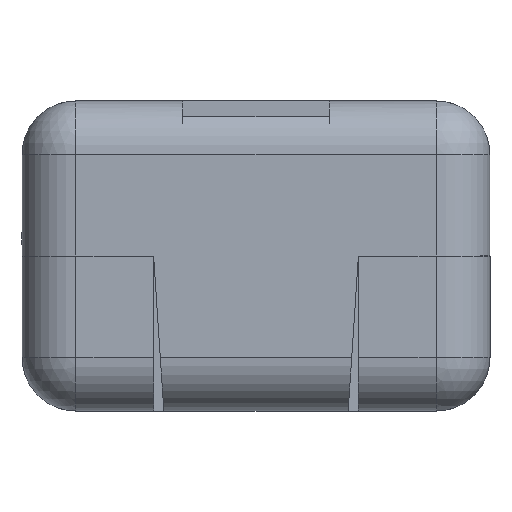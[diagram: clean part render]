
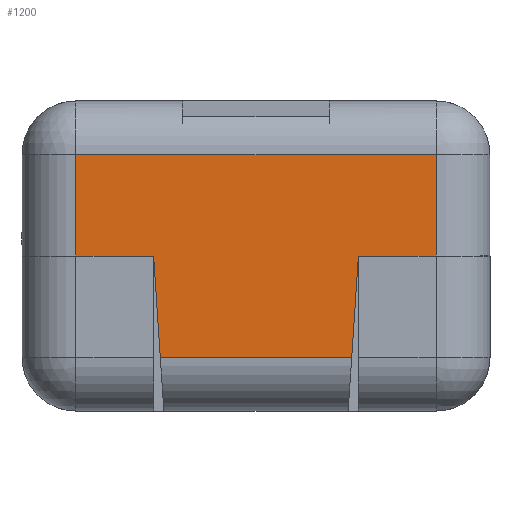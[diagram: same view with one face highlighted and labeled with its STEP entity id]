
A CAD part, left-side view. The second image highlights one B-rep face of the part: STEP entity #1200.
In plain terms, the highlighted face is planar.
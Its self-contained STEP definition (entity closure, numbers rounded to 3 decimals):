
#1200 = ADVANCED_FACE( '', ( #2438 ), #2439, .F. );
#2438 = FACE_OUTER_BOUND( '', #3716, .T. );
#2439 = PLANE( '', #3717 );
#3716 = EDGE_LOOP( '', ( #7438, #7439, #7440, #7441, #7442, #7443, #7444, #7445 ) );
#3717 = AXIS2_PLACEMENT_3D( '', #7446, #7447, #7448 );
#7438 = ORIENTED_EDGE( '', *, *, #8257, .F. );
#7439 = ORIENTED_EDGE( '', *, *, #8463, .T. );
#7440 = ORIENTED_EDGE( '', *, *, #8414, .T. );
#7441 = ORIENTED_EDGE( '', *, *, #9482, .F. );
#7442 = ORIENTED_EDGE( '', *, *, #9501, .T. );
#7443 = ORIENTED_EDGE( '', *, *, #9437, .T. );
#7444 = ORIENTED_EDGE( '', *, *, #8766, .F. );
#7445 = ORIENTED_EDGE( '', *, *, #9485, .F. );
#7446 = CARTESIAN_POINT( '', ( 23.25, -6.16, 5.3 ) );
#7447 = DIRECTION( '', ( -1., 0., 0. ) );
#7448 = DIRECTION( '', ( 0., 0., 1. ) );
#8257 = EDGE_CURVE( '', #10094, #10096, #10097, .T. );
#8414 = EDGE_CURVE( '', #10361, #10362, #10363, .T. );
#8463 = EDGE_CURVE( '', #10094, #10361, #10448, .F. );
#8766 = EDGE_CURVE( '', #10952, #9734, #10953, .T. );
#9437 = EDGE_CURVE( '', #11885, #9734, #11886, .T. );
#9482 = EDGE_CURVE( '', #11938, #10362, #11940, .T. );
#9485 = EDGE_CURVE( '', #10096, #10952, #11943, .T. );
#9501 = EDGE_CURVE( '', #11938, #11885, #11961, .T. );
#9734 = VERTEX_POINT( '', #12227 );
#10094 = VERTEX_POINT( '', #12745 );
#10096 = VERTEX_POINT( '', #12747 );
#10097 = LINE( '', #12748, #12749 );
#10361 = VERTEX_POINT( '', #13133 );
#10362 = VERTEX_POINT( '', #13134 );
#10363 = LINE( '', #13135, #13136 );
#10448 = LINE( '', #13254, #13255 );
#10952 = VERTEX_POINT( '', #14020 );
#10953 = LINE( '', #14021, #14022 );
#11885 = VERTEX_POINT( '', #15446 );
#11886 = LINE( '', #15447, #15448 );
#11938 = VERTEX_POINT( '', #15522 );
#11940 = LINE( '', #15524, #15525 );
#11943 = LINE( '', #15530, #15531 );
#11961 = LINE( '', #15557, #15558 );
#12227 = CARTESIAN_POINT( '', ( 23.25, 6.16, 1.84 ) );
#12745 = CARTESIAN_POINT( '', ( 23.25, 3.272, 8.76 ) );
#12747 = CARTESIAN_POINT( '', ( 23.25, 3.5, 5.3 ) );
#12748 = CARTESIAN_POINT( '', ( 23.25, 3.15, 10.6 ) );
#12749 = VECTOR( '', #16023, 1000. );
#13133 = CARTESIAN_POINT( '', ( 23.25, -3.272, 8.76 ) );
#13134 = CARTESIAN_POINT( '', ( 23.25, -3.5, 5.3 ) );
#13135 = CARTESIAN_POINT( '', ( 23.25, -3.15, 10.6 ) );
#13136 = VECTOR( '', #16150, 1000. );
#13254 = CARTESIAN_POINT( '', ( 23.25, -3.15, 8.76 ) );
#13255 = VECTOR( '', #16199, 1000. );
#14020 = CARTESIAN_POINT( '', ( 23.25, 6.16, 5.3 ) );
#14021 = CARTESIAN_POINT( '', ( 23.25, 6.16, 5.3 ) );
#14022 = VECTOR( '', #16461, 1000. );
#15446 = CARTESIAN_POINT( '', ( 23.25, -6.16, 1.84 ) );
#15447 = CARTESIAN_POINT( '', ( 23.25, -6.16, 1.84 ) );
#15448 = VECTOR( '', #17005, 1000. );
#15522 = CARTESIAN_POINT( '', ( 23.25, -6.16, 5.3 ) );
#15524 = CARTESIAN_POINT( '', ( 23.25, -6.16, 5.3 ) );
#15525 = VECTOR( '', #17040, 1000. );
#15530 = CARTESIAN_POINT( '', ( 23.25, -6.16, 5.3 ) );
#15531 = VECTOR( '', #17043, 1000. );
#15557 = CARTESIAN_POINT( '', ( 23.25, -6.16, 5.3 ) );
#15558 = VECTOR( '', #17052, 1000. );
#16023 = DIRECTION( '', ( 0., 0.066, -0.998 ) );
#16150 = DIRECTION( '', ( 0., -0.066, -0.998 ) );
#16199 = DIRECTION( '', ( 0., 1., 0. ) );
#16461 = DIRECTION( '', ( 0., 0., -1. ) );
#17005 = DIRECTION( '', ( 0., 1., 0. ) );
#17040 = DIRECTION( '', ( 0., 1., 0. ) );
#17043 = DIRECTION( '', ( 0., 1., 0. ) );
#17052 = DIRECTION( '', ( 0., 0., -1. ) );
